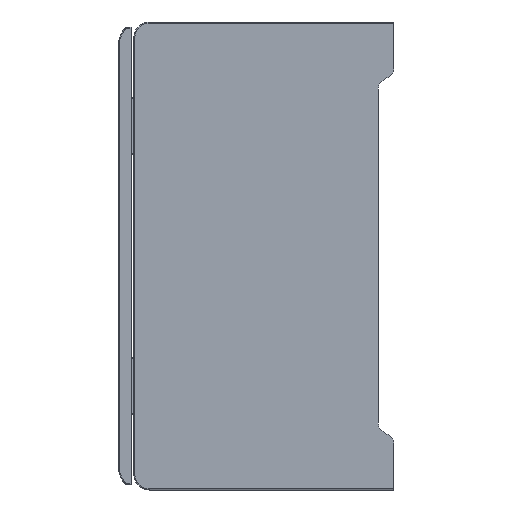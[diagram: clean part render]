
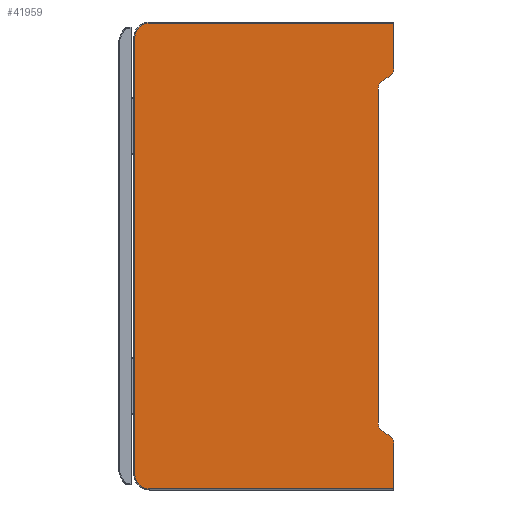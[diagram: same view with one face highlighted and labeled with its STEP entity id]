
A CAD part, left-side view. The second image highlights one B-rep face of the part: STEP entity #41959.
In plain terms, the highlighted planar face has unit normal (-1, 0, 0).
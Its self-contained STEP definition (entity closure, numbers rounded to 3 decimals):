
#7928=DIRECTION('',(0.,-1.,0.));
#7929=VECTOR('',#7928,47.);
#7930=CARTESIAN_POINT('',(0.,47.,-0.2));
#7931=LINE('',#7930,#7929);
#7932=DIRECTION('',(0.,0.,-1.));
#7933=VECTOR('',#7932,8.8);
#7934=CARTESIAN_POINT('',(0.,0.,-0.2));
#7935=LINE('',#7934,#7933);
#7936=CARTESIAN_POINT('',(0.,1.732,-9.));
#7937=DIRECTION('',(1.,0.,0.));
#7938=DIRECTION('',(0.,-1.,0.));
#7939=AXIS2_PLACEMENT_3D('',#7936,#7937,#7938);
#7941=DIRECTION('',(0.,-0.866,0.5));
#7942=VECTOR('',#7941,1.309);
#7943=CARTESIAN_POINT('',(0.,2.,-11.155));
#7944=LINE('',#7943,#7942);
#7945=CARTESIAN_POINT('',(0.,1.,-12.887));
#7946=DIRECTION('',(1.,0.,0.));
#7947=DIRECTION('',(0.,1.,0.));
#7948=AXIS2_PLACEMENT_3D('',#7945,#7946,#7947);
#7950=DIRECTION('',(0.,0.,1.));
#7951=VECTOR('',#7950,64.226);
#7952=CARTESIAN_POINT('',(0.,3.,-77.113));
#7953=LINE('',#7952,#7951);
#7954=CARTESIAN_POINT('',(0.,1.,-77.113));
#7955=DIRECTION('',(1.,0.,0.));
#7956=DIRECTION('',(0.,0.5,-0.866));
#7957=AXIS2_PLACEMENT_3D('',#7954,#7955,#7956);
#7959=DIRECTION('',(0.,0.866,0.5));
#7960=VECTOR('',#7959,1.309);
#7961=CARTESIAN_POINT('',(0.,0.866,-79.5));
#7962=LINE('',#7961,#7960);
#7963=CARTESIAN_POINT('',(0.,1.732,-81.));
#7964=DIRECTION('',(1.,0.,0.));
#7965=DIRECTION('',(0.,-0.5,0.866));
#7966=AXIS2_PLACEMENT_3D('',#7963,#7964,#7965);
#7968=DIRECTION('',(0.,0.,-1.));
#7969=VECTOR('',#7968,8.8);
#7970=CARTESIAN_POINT('',(0.,0.,-81.));
#7971=LINE('',#7970,#7969);
#7972=DIRECTION('',(0.,1.,0.));
#7973=VECTOR('',#7972,47.);
#7974=CARTESIAN_POINT('',(0.,0.,-89.8));
#7975=LINE('',#7974,#7973);
#7976=CARTESIAN_POINT('',(0.,47.,-87.));
#7977=DIRECTION('',(1.,0.,0.));
#7978=DIRECTION('',(0.,0.,-1.));
#7979=AXIS2_PLACEMENT_3D('',#7976,#7977,#7978);
#7981=DIRECTION('',(0.,0.,1.));
#7982=VECTOR('',#7981,84.);
#7983=CARTESIAN_POINT('',(0.,49.8,-87.));
#7984=LINE('',#7983,#7982);
#7985=CARTESIAN_POINT('',(0.,47.,-3.));
#7986=DIRECTION('',(1.,0.,0.));
#7987=DIRECTION('',(0.,1.,0.));
#7988=AXIS2_PLACEMENT_3D('',#7985,#7986,#7987);
#25323=CARTESIAN_POINT('',(0.,2.,-78.845));
#25324=CARTESIAN_POINT('',(0.,3.,-77.113));
#25325=VERTEX_POINT('',#25323);
#25326=VERTEX_POINT('',#25324);
#25327=CARTESIAN_POINT('',(0.,3.,-12.887));
#25328=VERTEX_POINT('',#25327);
#25329=CARTESIAN_POINT('',(0.,2.,-11.155));
#25330=VERTEX_POINT('',#25329);
#25331=CARTESIAN_POINT('',(0.,0.866,-10.5));
#25332=VERTEX_POINT('',#25331);
#25333=CARTESIAN_POINT('',(0.,0.,-9.));
#25334=VERTEX_POINT('',#25333);
#25335=CARTESIAN_POINT('',(0.,0.866,-79.5));
#25336=CARTESIAN_POINT('',(0.,0.,-81.));
#25337=VERTEX_POINT('',#25335);
#25338=VERTEX_POINT('',#25336);
#25715=CARTESIAN_POINT('',(0.,0.,-0.2));
#25716=VERTEX_POINT('',#25715);
#25717=CARTESIAN_POINT('',(0.,47.,-0.2));
#25718=VERTEX_POINT('',#25717);
#25719=CARTESIAN_POINT('',(0.,49.8,-3.));
#25720=VERTEX_POINT('',#25719);
#25721=CARTESIAN_POINT('',(0.,49.8,-87.));
#25722=VERTEX_POINT('',#25721);
#25723=CARTESIAN_POINT('',(0.,47.,-89.8));
#25724=VERTEX_POINT('',#25723);
#25725=CARTESIAN_POINT('',(0.,0.,-89.8));
#25726=VERTEX_POINT('',#25725);
#41934=CARTESIAN_POINT('',(0.,0.,-90.));
#41935=DIRECTION('',(-1.,0.,0.));
#41936=DIRECTION('',(0.,0.,1.));
#41937=AXIS2_PLACEMENT_3D('',#41934,#41935,#41936);
#41938=PLANE('',#41937);
#41940=ORIENTED_EDGE('',*,*,#41939,.T.);
#41941=ORIENTED_EDGE('',*,*,#41829,.T.);
#41942=ORIENTED_EDGE('',*,*,#41879,.T.);
#41943=ORIENTED_EDGE('',*,*,#41902,.F.);
#41944=ORIENTED_EDGE('',*,*,#41922,.F.);
#41945=ORIENTED_EDGE('',*,*,#41687,.F.);
#41946=ORIENTED_EDGE('',*,*,#41748,.F.);
#41948=ORIENTED_EDGE('',*,*,#41947,.F.);
#41950=ORIENTED_EDGE('',*,*,#41949,.T.);
#41951=ORIENTED_EDGE('',*,*,#41860,.T.);
#41953=ORIENTED_EDGE('',*,*,#41952,.T.);
#41954=ORIENTED_EDGE('',*,*,#40857,.T.);
#41955=ORIENTED_EDGE('',*,*,#40879,.T.);
#41956=ORIENTED_EDGE('',*,*,#40901,.T.);
#41957=EDGE_LOOP('',(#41940,#41941,#41942,#41943,#41944,#41945,#41946,#41948,
#41950,#41951,#41953,#41954,#41955,#41956));
#41958=FACE_OUTER_BOUND('',#41957,.F.);
#41959=ADVANCED_FACE('',(#41958),#41938,.T.);
#7940=CIRCLE('',#7939,1.732);
#7949=CIRCLE('',#7948,2.);
#7958=CIRCLE('',#7957,2.);
#7967=CIRCLE('',#7966,1.732);
#7980=CIRCLE('',#7979,2.8);
#7989=CIRCLE('',#7988,2.8);
#40857=EDGE_CURVE('',#25724,#25722,#7980,.T.);
#40879=EDGE_CURVE('',#25722,#25720,#7984,.T.);
#40901=EDGE_CURVE('',#25720,#25718,#7989,.T.);
#41687=EDGE_CURVE('',#25326,#25328,#7953,.T.);
#41748=EDGE_CURVE('',#25325,#25326,#7958,.T.);
#41829=EDGE_CURVE('',#25716,#25334,#7935,.T.);
#41860=EDGE_CURVE('',#25338,#25726,#7971,.T.);
#41879=EDGE_CURVE('',#25334,#25332,#7940,.T.);
#41902=EDGE_CURVE('',#25330,#25332,#7944,.T.);
#41922=EDGE_CURVE('',#25328,#25330,#7949,.T.);
#41939=EDGE_CURVE('',#25718,#25716,#7931,.T.);
#41947=EDGE_CURVE('',#25337,#25325,#7962,.T.);
#41949=EDGE_CURVE('',#25337,#25338,#7967,.T.);
#41952=EDGE_CURVE('',#25726,#25724,#7975,.T.);
